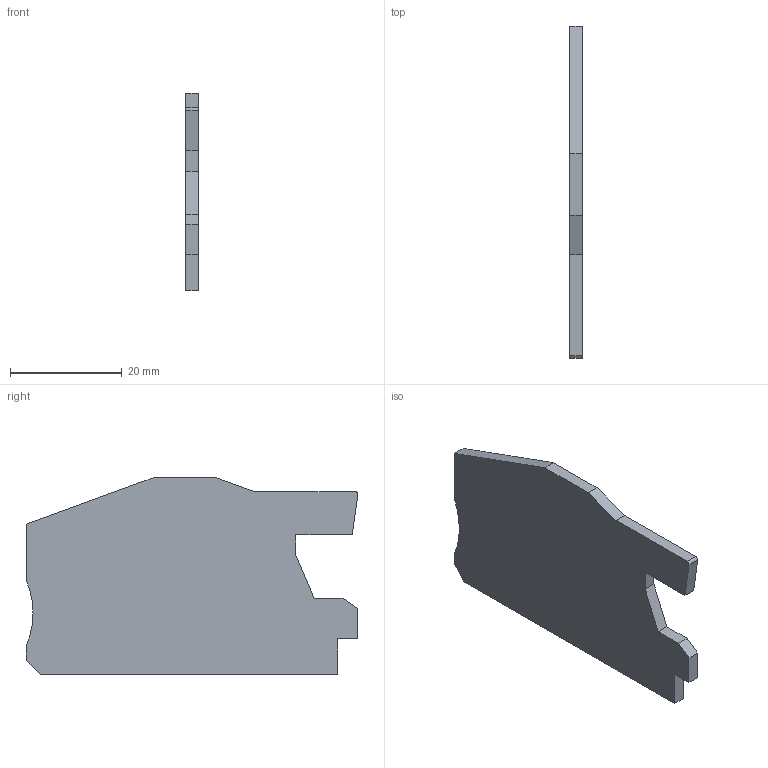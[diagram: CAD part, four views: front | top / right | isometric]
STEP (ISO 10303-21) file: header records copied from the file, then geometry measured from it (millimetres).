
FILE_DESCRIPTION(('STEP AP214'),'1');
FILE_NAME('cctmp_48F01590-10E7-4893-AA4A-37CD12829F7C_2023_07_24_21_51_07_0388..stp','2023-07-24T19:51:07',('SIEMENS A&D'),('CADClick - www.CADClick.com'),'Spatial InterOp 3D postprocessed',' ','unknown authorization');
FILE_SCHEMA(('AUTOMOTIVE_DESIGN'));
Length unit declared in the file: millimetre
Products named in the file (1): 2023_07_24_21_51_07_0382
Bounding box: 2.2 x 59.46 x 35.3 mm (x, y, z)
Volume: 3940.2 mm3; surface area: 4014.3 mm2
Topology: 1 solids, 1 shells, 23 faces, 63 edges, 42 vertices
Faces by surface type: plane 19, cylinder 4
Entity records: 818 total; most frequent: CARTESIAN_POINT 129, ORIENTED_EDGE 126, DIRECTION 119, EDGE_CURVE 63, LINE 55, VECTOR 55, VERTEX_POINT 42, AXIS2_PLACEMENT_3D 32
